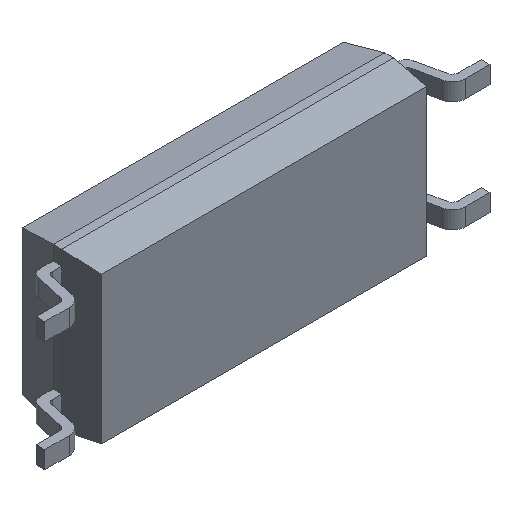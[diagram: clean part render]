
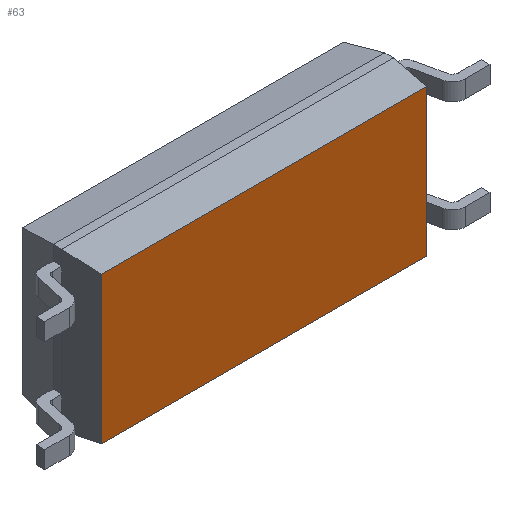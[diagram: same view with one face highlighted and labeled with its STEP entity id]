
A CAD part, isometric view. The second image highlights one B-rep face of the part: STEP entity #63.
In plain terms, the highlighted planar face has unit normal (0, -1, 0).
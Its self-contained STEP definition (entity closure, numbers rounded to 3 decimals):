
#63 = ADVANCED_FACE ( 'NONE', ( #933 ), #1169, .T. ) ;
#136 = VECTOR ( 'NONE', #1764, 1000. ) ;
#168 = LINE ( 'NONE', #1742, #246 ) ;
#194 = LINE ( 'NONE', #1885, #296 ) ;
#246 = VECTOR ( 'NONE', #1744, 1000. ) ;
#296 = VECTOR ( 'NONE', #1886, 1000. ) ;
#406 = LINE ( 'NONE', #1745, #136 ) ;
#453 = LINE ( 'NONE', #1730, #454 ) ;
#454 = VECTOR ( 'NONE', #1731, 1000. ) ;
#584 = ORIENTED_EDGE ( 'NONE', *, *, #2043, .T. ) ;
#649 = ORIENTED_EDGE ( 'NONE', *, *, #2036, .T. ) ;
#657 = ORIENTED_EDGE ( 'NONE', *, *, #2107, .T. ) ;
#683 = ORIENTED_EDGE ( 'NONE', *, *, #2051, .T. ) ;
#895 = EDGE_LOOP ( 'NONE', ( #657, #683, #649, #584 ) ) ;
#933 = FACE_OUTER_BOUND ( 'NONE', #895, .T. ) ;
#990 = VERTEX_POINT ( 'NONE', #1385 ) ;
#1062 = VERTEX_POINT ( 'NONE', #1424 ) ;
#1087 = VERTEX_POINT ( 'NONE', #1449 ) ;
#1107 = VERTEX_POINT ( 'NONE', #1469 ) ;
#1164 = CARTESIAN_POINT ( 'NONE',  ( 3.8, -1.03, 1.8 ) ) ;
#1169 = PLANE ( 'NONE',  #2134 ) ;
#1174 = DIRECTION ( 'NONE',  ( 0., -1., 0. ) ) ;
#1175 = DIRECTION ( 'NONE',  ( 0., 0., -1. ) ) ;
#1385 = CARTESIAN_POINT ( 'NONE',  ( -3.727, -1.03, -1.683 ) ) ;
#1424 = CARTESIAN_POINT ( 'NONE',  ( -3.727, -1.03, 1.683 ) ) ;
#1449 = CARTESIAN_POINT ( 'NONE',  ( 3.727, -1.03, -1.683 ) ) ;
#1469 = CARTESIAN_POINT ( 'NONE',  ( 3.727, -1.03, 1.683 ) ) ;
#1730 = CARTESIAN_POINT ( 'NONE',  ( -3.727, -1.03, 1.8 ) ) ;
#1731 = DIRECTION ( 'NONE',  ( 0., 0., -1. ) ) ;
#1742 = CARTESIAN_POINT ( 'NONE',  ( -3.8, -1.03, -1.683 ) ) ;
#1744 = DIRECTION ( 'NONE',  ( 1., 0., 0. ) ) ;
#1745 = CARTESIAN_POINT ( 'NONE',  ( -3.8, -1.03, 1.683 ) ) ;
#1764 = DIRECTION ( 'NONE',  ( -1., 0., 0. ) ) ;
#1885 = CARTESIAN_POINT ( 'NONE',  ( 3.727, -1.03, 1.8 ) ) ;
#1886 = DIRECTION ( 'NONE',  ( 0., 0., 1. ) ) ;
#2036 = EDGE_CURVE ( 'NONE', #1062, #990, #453, .T. ) ;
#2043 = EDGE_CURVE ( 'NONE', #990, #1087, #168, .T. ) ;
#2051 = EDGE_CURVE ( 'NONE', #1107, #1062, #406, .T. ) ;
#2107 = EDGE_CURVE ( 'NONE', #1087, #1107, #194, .T. ) ;
#2134 = AXIS2_PLACEMENT_3D ( 'NONE', #1164, #1174, #1175 ) ;
